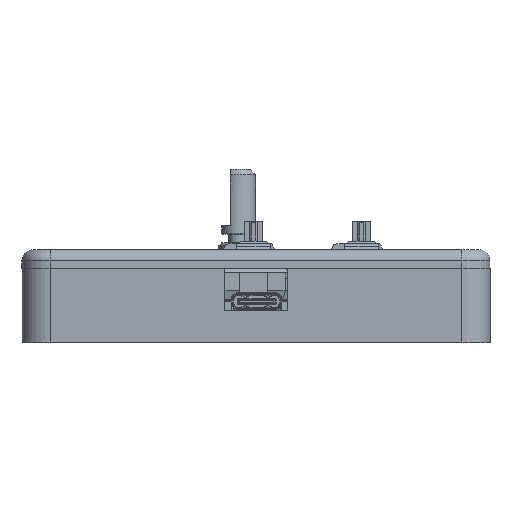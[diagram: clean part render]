
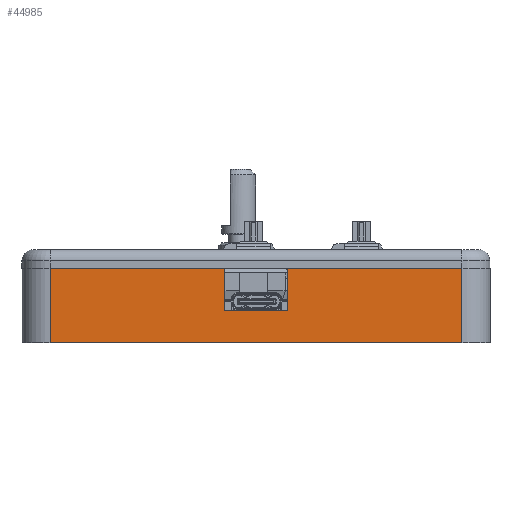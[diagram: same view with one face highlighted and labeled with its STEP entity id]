
A CAD part, left-side view. The second image highlights one B-rep face of the part: STEP entity #44985.
In plain terms, the highlighted planar face has unit normal (-1, 0, 0).
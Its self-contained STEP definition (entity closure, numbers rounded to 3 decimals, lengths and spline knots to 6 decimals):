
#2968=ORIENTED_EDGE('',*,*,#16664,.F.);
#2969=ORIENTED_EDGE('',*,*,#16665,.T.);
#2970=ORIENTED_EDGE('',*,*,#16666,.F.);
#2971=ORIENTED_EDGE('',*,*,#16667,.T.);
#2972=ORIENTED_EDGE('',*,*,#16668,.F.);
#2973=ORIENTED_EDGE('',*,*,#16669,.T.);
#2974=ORIENTED_EDGE('',*,*,#16670,.F.);
#2975=ORIENTED_EDGE('',*,*,#16671,.F.);
#16664=EDGE_CURVE('',#23510,#23511,#28009,.T.);
#16665=EDGE_CURVE('',#23510,#23512,#28010,.T.);
#16666=EDGE_CURVE('',#23513,#23512,#28011,.T.);
#16667=EDGE_CURVE('',#23513,#23514,#28012,.T.);
#16668=EDGE_CURVE('',#23515,#23514,#28013,.T.);
#16669=EDGE_CURVE('',#23515,#23516,#28014,.F.);
#16670=EDGE_CURVE('',#23517,#23516,#28015,.T.);
#16671=EDGE_CURVE('',#23511,#23517,#28016,.T.);
#23510=VERTEX_POINT('',#63543);
#23511=VERTEX_POINT('',#63544);
#23512=VERTEX_POINT('',#63546);
#23513=VERTEX_POINT('',#63548);
#23514=VERTEX_POINT('',#63550);
#23515=VERTEX_POINT('',#63552);
#23516=VERTEX_POINT('',#63554);
#23517=VERTEX_POINT('',#63556);
#28009=LINE('',#63542,#32979);
#28010=LINE('',#63545,#32980);
#28011=LINE('',#63547,#32981);
#28012=LINE('',#63549,#32982);
#28013=LINE('',#63551,#32983);
#28014=LINE('',#63553,#32984);
#28015=LINE('',#63555,#32985);
#28016=LINE('',#63557,#32986);
#32979=VECTOR('',#51396,1.);
#32980=VECTOR('',#51397,1.);
#32981=VECTOR('',#51398,1.);
#32982=VECTOR('',#51399,1.);
#32983=VECTOR('',#51400,1.);
#32984=VECTOR('',#51401,1.);
#32985=VECTOR('',#51402,1.);
#32986=VECTOR('',#51403,1.);
#37931=EDGE_LOOP('',(#2968,#2969,#2970,#2971,#2972,#2973,#2974,#2975));
#40688=FACE_BOUND('',#37931,.T.);
#43445=PLANE('',#47781);
#44985=ADVANCED_FACE('',(#40688),#43445,.F.);
#47781=AXIS2_PLACEMENT_3D('',#63541,#51394,#51395);
#51394=DIRECTION('',(1.,0.,0.));
#51395=DIRECTION('',(0.,0.,-1.));
#51396=DIRECTION('',(0.,-1.,0.));
#51397=DIRECTION('',(0.,0.,1.));
#51398=DIRECTION('',(0.,-1.,0.));
#51399=DIRECTION('',(0.,0.,-1.));
#51400=DIRECTION('',(0.,1.,0.));
#51401=DIRECTION('',(0.,0.,-1.));
#51402=DIRECTION('',(0.,-1.,0.));
#51403=DIRECTION('',(0.,0.,1.));
#63541=CARTESIAN_POINT('',(-0.051735,0.,0.0099));
#63542=CARTESIAN_POINT('',(-0.051735,0.,0.0024));
#63543=CARTESIAN_POINT('',(-0.051735,0.0055,0.0024));
#63544=CARTESIAN_POINT('',(-0.051735,-0.0055,0.0024));
#63545=CARTESIAN_POINT('',(-0.051735,0.0055,0.0024));
#63546=CARTESIAN_POINT('',(-0.051735,0.0055,0.0099));
#63547=CARTESIAN_POINT('',(-0.051735,0.,0.0099));
#63548=CARTESIAN_POINT('',(-0.051735,0.036455,0.0099));
#63549=CARTESIAN_POINT('',(-0.051735,0.036455,0.0099));
#63550=CARTESIAN_POINT('',(-0.051735,0.036455,-0.0033));
#63551=CARTESIAN_POINT('',(-0.051735,0.,-0.0033));
#63552=CARTESIAN_POINT('',(-0.051735,-0.036455,-0.0033));
#63553=CARTESIAN_POINT('',(-0.051735,-0.036455,0.0099));
#63554=CARTESIAN_POINT('',(-0.051735,-0.036455,0.0099));
#63555=CARTESIAN_POINT('',(-0.051735,0.,0.0099));
#63556=CARTESIAN_POINT('',(-0.051735,-0.0055,0.0099));
#63557=CARTESIAN_POINT('',(-0.051735,-0.0055,0.0024));
